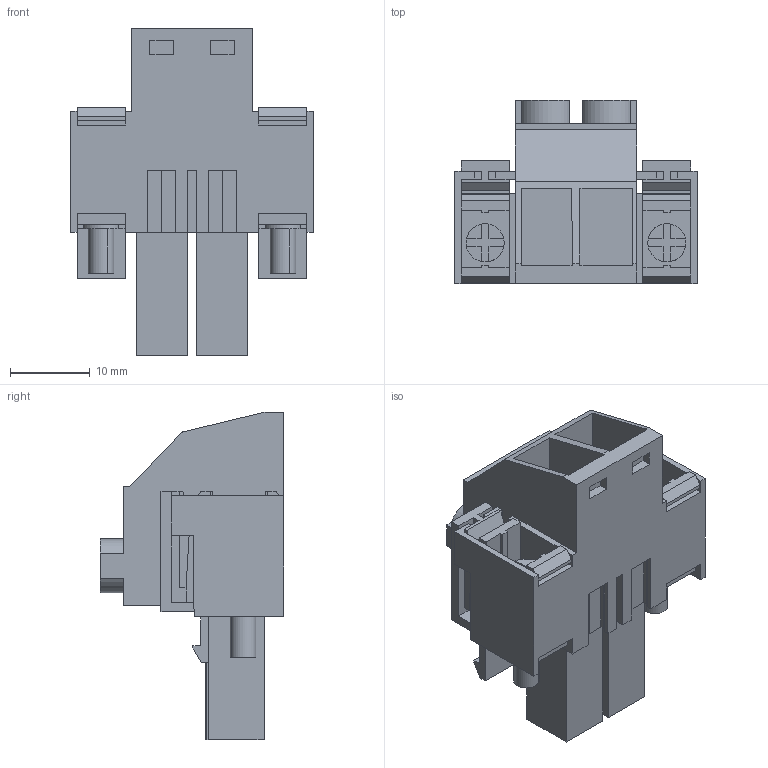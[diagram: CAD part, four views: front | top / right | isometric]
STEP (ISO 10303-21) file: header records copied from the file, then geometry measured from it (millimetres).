
FILE_DESCRIPTION(('CATIA V5 STEP','CAx-IF Rec.Pracs.--- Model Styling and Organization---1.2---2011-12-15'),'2;1');
FILE_NAME ('D1459355_0_1930160000_1930160000.stp','2017-07-31T10:53:15+00:00',('none'),('Weidmueller'),'CATIA Version 5-6 Release 2014','CATIA V5 STEP AP214','none');
FILE_SCHEMA(('AUTOMOTIVE_DESIGN { 1 0 10303 214 1 1 1 1 }'));
Length unit declared in the file: millimetre
Products named in the file (1): 1930160000
Bounding box: 30.48 x 23.1 x 41.15 mm (x, y, z)
Volume: 9224.6 mm3; surface area: 9231 mm2
Topology: 7 solids, 7 shells, 403 faces, 1128 edges, 750 vertices
Faces by surface type: plane 373, cylinder 30
Entity records: 11957 total; most frequent: ORIENTED_EDGE 2256, CARTESIAN_POINT 2171, DIRECTION 1608, EDGE_CURVE 1128, VECTOR 1024, LINE 1024, VERTEX_POINT 750, EDGE_LOOP 422
